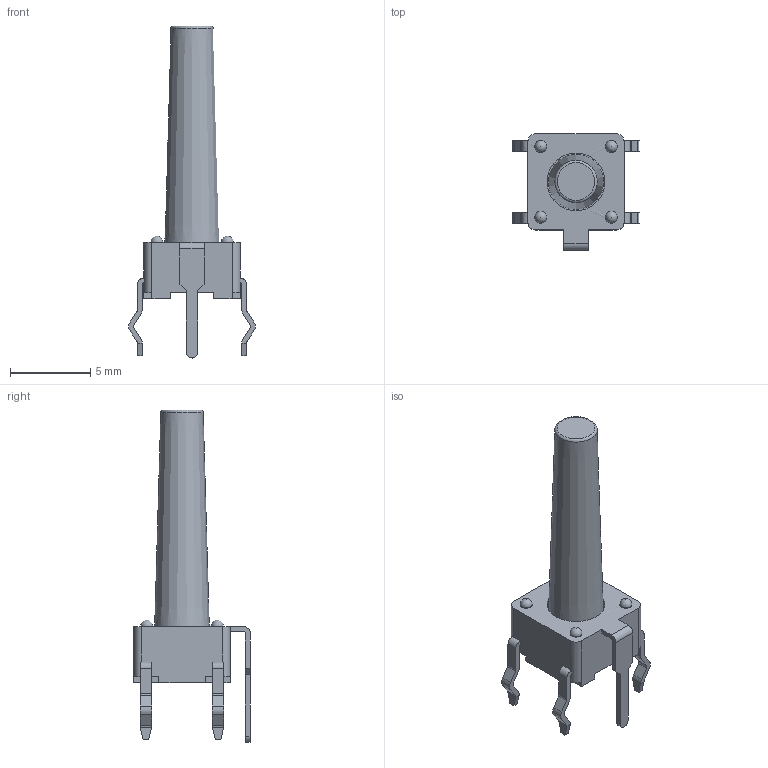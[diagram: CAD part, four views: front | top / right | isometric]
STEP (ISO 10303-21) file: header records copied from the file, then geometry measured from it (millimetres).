
FILE_DESCRIPTION((' '),'2;1');
FILE_NAME('TLE1105LFxxxx.stp','2017-07-26T13:40:18',(' '),(' '),' ','ACIS',' ');
FILE_SCHEMA(('CONFIG_CONTROL_DESIGN'));
Length unit declared in the file: inch
Products named in the file (1): TLE1105LFxxxx.stp
Bounding box: 7.89 x 7.25 x 20.7 mm (x, y, z)
Volume: 195.6 mm3; surface area: 487.4 mm2
Topology: 1 solids, 2 shells, 235 faces, 628 edges, 408 vertices
Faces by surface type: plane 154, cylinder 70, sphere 6, cone 2, bspline 2, torus 1
Full cylindrical faces by diameter (mm): 0.75 x4, 1 x1, 3.6 x1, 5 x1
Entity records: 7261 total; most frequent: CARTESIAN_POINT 1328, ORIENTED_EDGE 1204, DIRECTION 1200, EDGE_CURVE 602, VECTOR 452, LINE 452, VERTEX_POINT 396, AXIS2_PLACEMENT_3D 374
